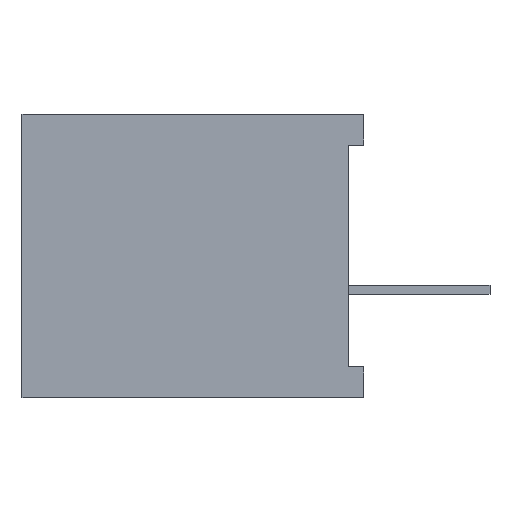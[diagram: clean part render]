
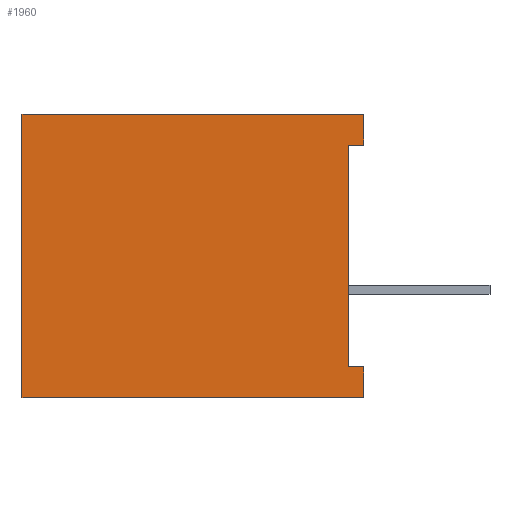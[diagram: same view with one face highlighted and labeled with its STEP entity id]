
A CAD part, left-side view. The second image highlights one B-rep face of the part: STEP entity #1960.
In plain terms, the highlighted planar face has unit normal (-1, 0, 0).
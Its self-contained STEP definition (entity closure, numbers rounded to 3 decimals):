
#318 = CARTESIAN_POINT ( 'NONE',  ( -10.9, 0., 4.6 ) ) ;
#356 = DIRECTION ( 'NONE',  ( 0., -1., 0. ) ) ;
#392 = VECTOR ( 'NONE', #5630, 1000. ) ;
#420 = VERTEX_POINT ( 'NONE', #3701 ) ;
#444 = EDGE_CURVE ( 'NONE', #542, #1142, #2866, .T. ) ;
#500 = DIRECTION ( 'NONE',  ( 0., -1., 0. ) ) ;
#520 = DIRECTION ( 'NONE',  ( 0., -1., 0. ) ) ;
#542 = VERTEX_POINT ( 'NONE', #1525 ) ;
#818 = VECTOR ( 'NONE', #1209, 1000. ) ;
#937 = LINE ( 'NONE', #5620, #1159 ) ;
#1073 = CARTESIAN_POINT ( 'NONE',  ( -10.9, 11.1, 4.6 ) ) ;
#1142 = VERTEX_POINT ( 'NONE', #5110 ) ;
#1155 = ORIENTED_EDGE ( 'NONE', *, *, #1562, .T. ) ;
#1159 = VECTOR ( 'NONE', #1729, 1000. ) ;
#1209 = DIRECTION ( 'NONE',  ( 0., 0., -1. ) ) ;
#1219 = CARTESIAN_POINT ( 'NONE',  ( -10.9, 11.1, -4.6 ) ) ;
#1287 = CARTESIAN_POINT ( 'NONE',  ( -10.9, 0., 4.6 ) ) ;
#1344 = LINE ( 'NONE', #1287, #1896 ) ;
#1392 = VECTOR ( 'NONE', #520, 1000. ) ;
#1521 = PLANE ( 'NONE',  #2050 ) ;
#1525 = CARTESIAN_POINT ( 'NONE',  ( -10.9, 11.1, -4.6 ) ) ;
#1562 = EDGE_CURVE ( 'NONE', #2169, #420, #4264, .T. ) ;
#1621 = CARTESIAN_POINT ( 'NONE',  ( -10.9, 0.5, -3.6 ) ) ;
#1683 = ORIENTED_EDGE ( 'NONE', *, *, #4344, .F. ) ;
#1729 = DIRECTION ( 'NONE',  ( 0., -1., 0. ) ) ;
#1753 = CARTESIAN_POINT ( 'NONE',  ( -10.9, 0., -3.6 ) ) ;
#1896 = VECTOR ( 'NONE', #4341, 1000. ) ;
#1912 = VERTEX_POINT ( 'NONE', #3279 ) ;
#1960 = ADVANCED_FACE ( 'NONE', ( #4609 ), #1521, .F. ) ;
#2050 = AXIS2_PLACEMENT_3D ( 'NONE', #2860, #4595, #3771 ) ;
#2169 = VERTEX_POINT ( 'NONE', #4291 ) ;
#2341 = ORIENTED_EDGE ( 'NONE', *, *, #5380, .F. ) ;
#2634 = EDGE_LOOP ( 'NONE', ( #2845, #1683, #3580, #1155, #4913, #5428, #2341, #4216 ) ) ;
#2686 = LINE ( 'NONE', #1621, #818 ) ;
#2794 = DIRECTION ( 'NONE',  ( 0., 0., 1. ) ) ;
#2830 = VERTEX_POINT ( 'NONE', #2839 ) ;
#2839 = CARTESIAN_POINT ( 'NONE',  ( -10.9, 11.1, 4.6 ) ) ;
#2845 = ORIENTED_EDGE ( 'NONE', *, *, #5088, .T. ) ;
#2860 = CARTESIAN_POINT ( 'NONE',  ( -10.9, 11.1, 4.6 ) ) ;
#2866 = LINE ( 'NONE', #1219, #4824 ) ;
#3275 = LINE ( 'NONE', #5316, #4841 ) ;
#3279 = CARTESIAN_POINT ( 'NONE',  ( -10.9, 0.5, -3.6 ) ) ;
#3324 = VERTEX_POINT ( 'NONE', #1753 ) ;
#3407 = LINE ( 'NONE', #1073, #5497 ) ;
#3536 = EDGE_CURVE ( 'NONE', #2169, #1912, #2686, .T. ) ;
#3580 = ORIENTED_EDGE ( 'NONE', *, *, #3536, .F. ) ;
#3701 = CARTESIAN_POINT ( 'NONE',  ( -10.9, 0., 3.6 ) ) ;
#3771 = DIRECTION ( 'NONE',  ( 0., 0., -1. ) ) ;
#4041 = EDGE_CURVE ( 'NONE', #2830, #5040, #3275, .T. ) ;
#4216 = ORIENTED_EDGE ( 'NONE', *, *, #444, .T. ) ;
#4264 = LINE ( 'NONE', #4806, #1392 ) ;
#4291 = CARTESIAN_POINT ( 'NONE',  ( -10.9, 0.5, 3.6 ) ) ;
#4341 = DIRECTION ( 'NONE',  ( 0., 0., 1. ) ) ;
#4344 = EDGE_CURVE ( 'NONE', #1912, #3324, #937, .T. ) ;
#4595 = DIRECTION ( 'NONE',  ( 1., 0., 0. ) ) ;
#4609 = FACE_OUTER_BOUND ( 'NONE', #2634, .T. ) ;
#4806 = CARTESIAN_POINT ( 'NONE',  ( -10.9, 0.5, 3.6 ) ) ;
#4824 = VECTOR ( 'NONE', #356, 1000. ) ;
#4841 = VECTOR ( 'NONE', #500, 1000. ) ;
#4913 = ORIENTED_EDGE ( 'NONE', *, *, #5649, .T. ) ;
#5040 = VERTEX_POINT ( 'NONE', #318 ) ;
#5088 = EDGE_CURVE ( 'NONE', #1142, #3324, #5429, .T. ) ;
#5110 = CARTESIAN_POINT ( 'NONE',  ( -10.9, 0., -4.6 ) ) ;
#5186 = CARTESIAN_POINT ( 'NONE',  ( -10.9, 0., 4.6 ) ) ;
#5316 = CARTESIAN_POINT ( 'NONE',  ( -10.9, 11.1, 4.6 ) ) ;
#5380 = EDGE_CURVE ( 'NONE', #542, #2830, #3407, .T. ) ;
#5428 = ORIENTED_EDGE ( 'NONE', *, *, #4041, .F. ) ;
#5429 = LINE ( 'NONE', #5186, #392 ) ;
#5497 = VECTOR ( 'NONE', #2794, 1000. ) ;
#5620 = CARTESIAN_POINT ( 'NONE',  ( -10.9, 0.5, -3.6 ) ) ;
#5630 = DIRECTION ( 'NONE',  ( 0., 0., 1. ) ) ;
#5649 = EDGE_CURVE ( 'NONE', #420, #5040, #1344, .T. ) ;
